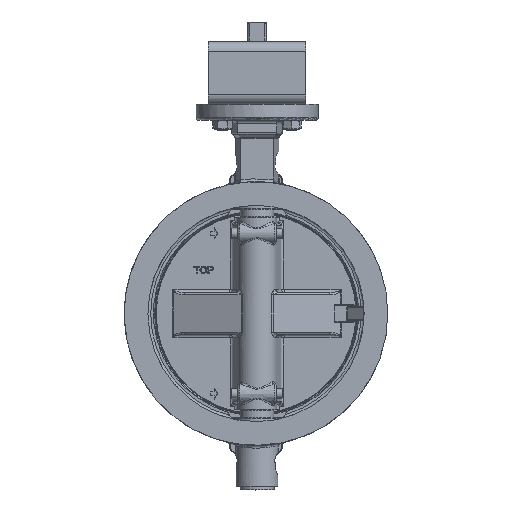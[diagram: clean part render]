
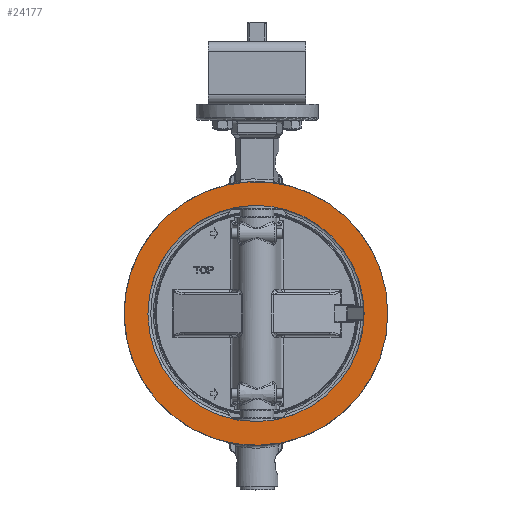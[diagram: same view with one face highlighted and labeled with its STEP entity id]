
A CAD part, top view. The second image highlights one B-rep face of the part: STEP entity #24177.
In plain terms, the highlighted planar face has unit normal (0, 0, 1).
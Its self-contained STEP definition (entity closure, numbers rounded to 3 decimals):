
#24150=CARTESIAN_POINT('',(0.0,110.0,34.9));
#24151=DIRECTION('',(0.0,0.0,-1.0));
#24152=DIRECTION('',(-1.0,0.0,0.0));
#24153=AXIS2_PLACEMENT_3D('',#24150,#24151,#24152);
#24154=PLANE('',#24153);
#24155=CARTESIAN_POINT('',(189.,0.,34.9));
#24156=VERTEX_POINT('',#24155);
#24157=CARTESIAN_POINT('',(0.0,0.0,34.9));
#24158=DIRECTION('',(0.0,0.0,-1.0));
#24159=DIRECTION('',(-1.0,0.0,0.0));
#24160=AXIS2_PLACEMENT_3D('',#24157,#24158,#24159);
#24161=CIRCLE('',#24160,189.);
#24162=EDGE_CURVE('',#24156,#24156,#24161,.T.);
#24163=ORIENTED_EDGE('',*,*,#24162,.F.);
#24164=EDGE_LOOP('',(#24163));
#24165=FACE_OUTER_BOUND('',#24164,.T.);
#24166=CARTESIAN_POINT('',(155.0,0.,34.9));
#24167=VERTEX_POINT('',#24166);
#24168=CARTESIAN_POINT('',(0.0,0.0,34.9));
#24169=DIRECTION('',(0.0,0.0,1.0));
#24170=DIRECTION('',(-1.0,0.0,0.0));
#24171=AXIS2_PLACEMENT_3D('',#24168,#24169,#24170);
#24172=CIRCLE('',#24171,155.0);
#24173=EDGE_CURVE('',#24167,#24167,#24172,.T.);
#24174=ORIENTED_EDGE('',*,*,#24173,.F.);
#24175=EDGE_LOOP('',(#24174));
#24176=FACE_BOUND('',#24175,.T.);
#24177=ADVANCED_FACE('',(#24165,#24176),#24154,.F.);
